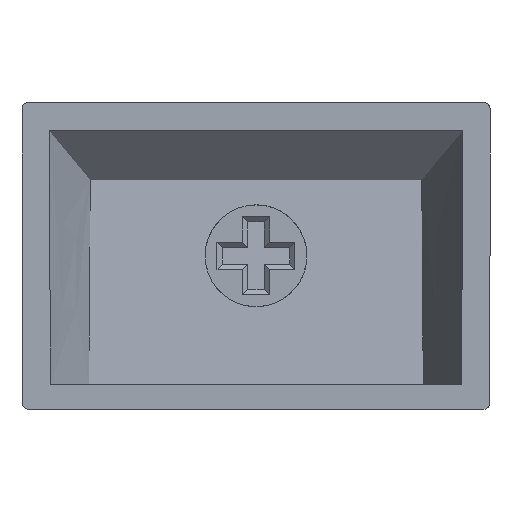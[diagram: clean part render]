
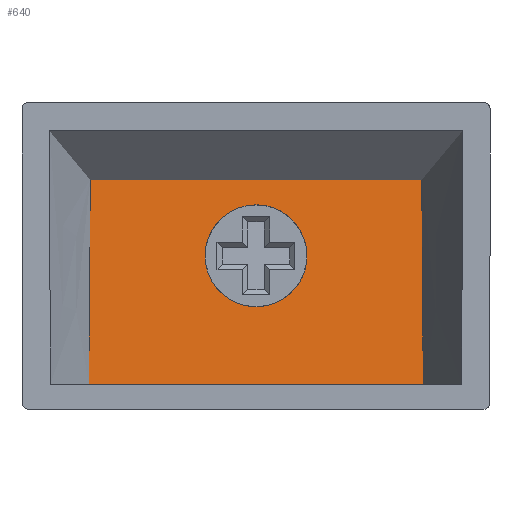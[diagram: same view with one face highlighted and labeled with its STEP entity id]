
A CAD part, front view. The second image highlights one B-rep face of the part: STEP entity #640.
In plain terms, the highlighted planar face has unit normal (0, -0.995, 0.103).
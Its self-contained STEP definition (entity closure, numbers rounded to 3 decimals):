
#8 = CARTESIAN_POINT ( 'NONE',  ( 23.576, 5.9, -4.564 ) ) ;
#12 = DIRECTION ( 'NONE',  ( 1., 0., 0. ) ) ;
#26 = CARTESIAN_POINT ( 'NONE',  ( 23.595, 5.59, -7.54 ) ) ;
#34 = LINE ( 'NONE', #658, #2658 ) ;
#51 = B_SPLINE_CURVE_WITH_KNOTS ( 'NONE', 3,
 ( #1058, #259, #26, #2513, #2099, #2121, #1268, #1079, #2316, #468 ),
 .UNSPECIFIED., .F., .F.,
 ( 4, 3, 3, 4 ),
 ( 0., 0.004, 0.008, 0.012 ),
 .UNSPECIFIED. ) ;
#72 = EDGE_LOOP ( 'NONE', ( #1073, #1014, #915, #1207 ) ) ;
#78 = CARTESIAN_POINT ( 'NONE',  ( 19.8, 5.123, -12.037 ) ) ;
#259 = CARTESIAN_POINT ( 'NONE',  ( 23.585, 5.745, -6.052 ) ) ;
#296 = EDGE_CURVE ( 'NONE', #2048, #645, #34, .T. ) ;
#380 = VECTOR ( 'NONE', #1828, 1000. ) ;
#405 = DIRECTION ( 'NONE',  ( 0., 0.103, 0.995 ) ) ;
#407 = LINE ( 'NONE', #2675, #380 ) ;
#468 = CARTESIAN_POINT ( 'NONE',  ( 23.663, 4.648, -16.6 ) ) ;
#471 = CARTESIAN_POINT ( 'NONE',  ( 13.8, 5.123, -12.037 ) ) ;
#525 = CARTESIAN_POINT ( 'NONE',  ( 3.961, 4.958, -13.622 ) ) ;
#597 = FACE_OUTER_BOUND ( 'NONE', #72, .T. ) ;
#640 = ADVANCED_FACE ( 'NONE', ( #2461, #597 ), #2275, .F. ) ;
#645 = VERTEX_POINT ( 'NONE', #8 ) ;
#658 = CARTESIAN_POINT ( 'NONE',  ( 0., 5.9, -4.564 ) ) ;
#708 = EDGE_CURVE ( 'NONE', #645, #986, #51, .T. ) ;
#718 = CARTESIAN_POINT ( 'NONE',  ( 13.8, 5.747, -6.037 ) ) ;
#753 = EDGE_CURVE ( 'NONE', #869, #1115, #908, .T. ) ;
#754 = CARTESIAN_POINT ( 'NONE',  ( 3.991, 5.375, -9.61 ) ) ;
#869 = VERTEX_POINT ( 'NONE', #718 ) ;
#871 = AXIS2_PLACEMENT_3D ( 'NONE', #2485, #1644, #405 ) ;
#908 =( BOUNDED_CURVE ( )  B_SPLINE_CURVE ( 3, ( #1485, #1067, #1089, #1703 ),
 .UNSPECIFIED., .F., .F. ) 
 B_SPLINE_CURVE_WITH_KNOTS ( ( 4, 4 ),
 ( 3.142, 6.283 ),
 .UNSPECIFIED. ) 
 CURVE ( )  GEOMETRIC_REPRESENTATION_ITEM ( )  RATIONAL_B_SPLINE_CURVE ( ( 1., 0.333, 0.333, 1. ) ) 
 REPRESENTATION_ITEM ( '' )  );
#915 = ORIENTED_EDGE ( 'NONE', *, *, #1025, .F. ) ;
#985 = CARTESIAN_POINT ( 'NONE',  ( 4.016, 5.769, -5.825 ) ) ;
#986 = VERTEX_POINT ( 'NONE', #1793 ) ;
#993 = CARTESIAN_POINT ( 'NONE',  ( 4.024, 5.9, -4.564 ) ) ;
#1014 = ORIENTED_EDGE ( 'NONE', *, *, #296, .F. ) ;
#1025 = EDGE_CURVE ( 'NONE', #2438, #2048, #1962, .T. ) ;
#1028 = CARTESIAN_POINT ( 'NONE',  ( 4.024, 5.9, -4.564 ) ) ;
#1058 = CARTESIAN_POINT ( 'NONE',  ( 23.576, 5.9, -4.564 ) ) ;
#1067 = CARTESIAN_POINT ( 'NONE',  ( 7.8, 5.747, -6.037 ) ) ;
#1073 = ORIENTED_EDGE ( 'NONE', *, *, #708, .F. ) ;
#1079 = CARTESIAN_POINT ( 'NONE',  ( 23.642, 4.91, -14.076 ) ) ;
#1089 = CARTESIAN_POINT ( 'NONE',  ( 7.8, 5.123, -12.037 ) ) ;
#1115 = VERTEX_POINT ( 'NONE', #2330 ) ;
#1207 = ORIENTED_EDGE ( 'NONE', *, *, #2018, .T. ) ;
#1230 = EDGE_LOOP ( 'NONE', ( #2312, #1682 ) ) ;
#1268 = CARTESIAN_POINT ( 'NONE',  ( 23.633, 5.042, -12.814 ) ) ;
#1365 = CARTESIAN_POINT ( 'NONE',  ( 3.937, 4.648, -16.6 ) ) ;
#1485 = CARTESIAN_POINT ( 'NONE',  ( 13.8, 5.747, -6.037 ) ) ;
#1584 = CARTESIAN_POINT ( 'NONE',  ( 3.982, 5.244, -10.872 ) ) ;
#1612 = CARTESIAN_POINT ( 'NONE',  ( 3.937, 4.648, -16.6 ) ) ;
#1644 = DIRECTION ( 'NONE',  ( 0., 0.995, -0.103 ) ) ;
#1682 = ORIENTED_EDGE ( 'NONE', *, *, #753, .F. ) ;
#1703 = CARTESIAN_POINT ( 'NONE',  ( 13.8, 5.123, -12.037 ) ) ;
#1737 = CARTESIAN_POINT ( 'NONE',  ( 19.8, 5.747, -6.037 ) ) ;
#1773 = CARTESIAN_POINT ( 'NONE',  ( 3.95, 4.803, -15.111 ) ) ;
#1793 = CARTESIAN_POINT ( 'NONE',  ( 23.663, 4.648, -16.6 ) ) ;
#1801 = CARTESIAN_POINT ( 'NONE',  ( 3.972, 5.112, -12.133 ) ) ;
#1828 = DIRECTION ( 'NONE',  ( 1., 0., 0. ) ) ;
#1856 = EDGE_CURVE ( 'NONE', #1115, #869, #2442, .T. ) ;
#1962 = B_SPLINE_CURVE_WITH_KNOTS ( 'NONE', 3,
 ( #1365, #1773, #525, #1801, #1584, #754, #2207, #2666, #985, #993 ),
 .UNSPECIFIED., .F., .F.,
 ( 4, 3, 3, 4 ),
 ( 0., 0.004, 0.008, 0.012 ),
 .UNSPECIFIED. ) ;
#2018 = EDGE_CURVE ( 'NONE', #2438, #986, #407, .T. ) ;
#2048 = VERTEX_POINT ( 'NONE', #1028 ) ;
#2099 = CARTESIAN_POINT ( 'NONE',  ( 23.614, 5.304, -10.29 ) ) ;
#2121 = CARTESIAN_POINT ( 'NONE',  ( 23.623, 5.173, -11.552 ) ) ;
#2207 = CARTESIAN_POINT ( 'NONE',  ( 3.999, 5.506, -8.349 ) ) ;
#2275 = PLANE ( 'NONE',  #871 ) ;
#2312 = ORIENTED_EDGE ( 'NONE', *, *, #1856, .F. ) ;
#2316 = CARTESIAN_POINT ( 'NONE',  ( 23.652, 4.779, -15.338 ) ) ;
#2330 = CARTESIAN_POINT ( 'NONE',  ( 13.8, 5.123, -12.037 ) ) ;
#2378 = CARTESIAN_POINT ( 'NONE',  ( 13.8, 5.747, -6.037 ) ) ;
#2438 = VERTEX_POINT ( 'NONE', #1612 ) ;
#2442 =( BOUNDED_CURVE ( )  B_SPLINE_CURVE ( 3, ( #471, #78, #1737, #2378 ),
 .UNSPECIFIED., .F., .F. ) 
 B_SPLINE_CURVE_WITH_KNOTS ( ( 4, 4 ),
 ( 0., 3.142 ),
 .UNSPECIFIED. ) 
 CURVE ( )  GEOMETRIC_REPRESENTATION_ITEM ( )  RATIONAL_B_SPLINE_CURVE ( ( 1., 0.333, 0.333, 1. ) ) 
 REPRESENTATION_ITEM ( '' )  );
#2461 = FACE_BOUND ( 'NONE', #1230, .T. ) ;
#2485 = CARTESIAN_POINT ( 'NONE',  ( 0., 6.306, -0.656 ) ) ;
#2513 = CARTESIAN_POINT ( 'NONE',  ( 23.605, 5.435, -9.029 ) ) ;
#2658 = VECTOR ( 'NONE', #12, 1000. ) ;
#2666 = CARTESIAN_POINT ( 'NONE',  ( 4.008, 5.637, -7.087 ) ) ;
#2675 = CARTESIAN_POINT ( 'NONE',  ( 0., 4.648, -16.6 ) ) ;
